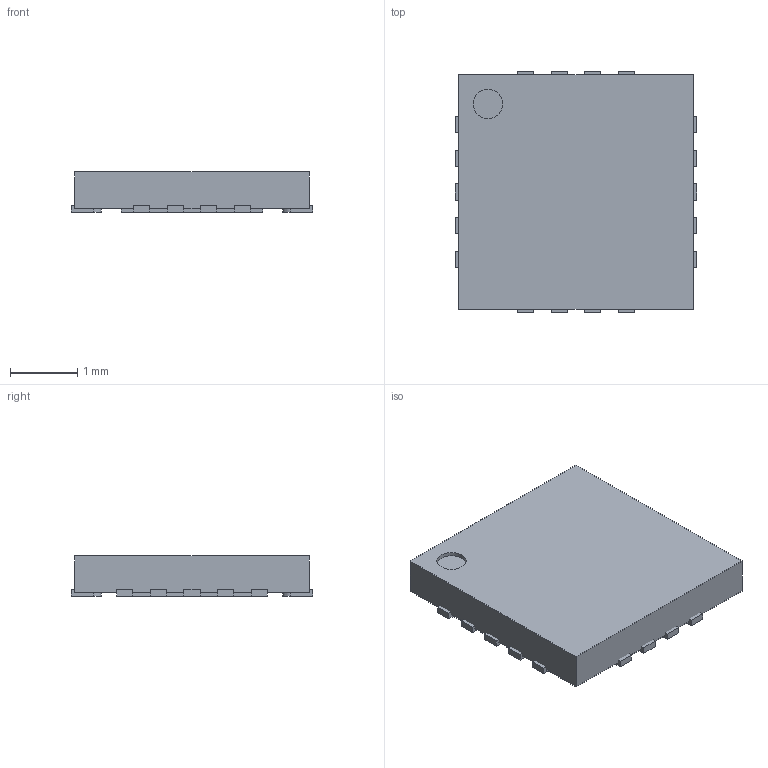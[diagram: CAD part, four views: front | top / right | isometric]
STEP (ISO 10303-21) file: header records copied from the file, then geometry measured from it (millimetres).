
FILE_DESCRIPTION(('FreeCAD Model'),'2;1');
FILE_NAME('15003059.2.1.stp','2022-12-29T05:23:46',( 'Author'),(''),'Open CASCADE STEP processor 6.9','FreeCAD','Unknown' );
FILE_SCHEMA(('AUTOMOTIVE_DESIGN { 1 0 10303 214 1 1 1 1 }'));
Length unit declared in the file: millimetre
Products named in the file (5): ASSEMBLY; Body; ThermalPin; PinsArrayLR; PinsArrayTB
Assembly tree (4 placements, depth 2):
  ASSEMBLY
    Body
    ThermalPin
    PinsArrayLR
    PinsArrayTB
Bounding box: 3.6 x 3.6 x 0.6 mm (x, y, z)
Volume: 7.4 mm3; surface area: 48 mm2
Topology: 20 solids, 20 shells, 122 faces, 243 edges, 162 vertices
Faces by surface type: plane 103, cylinder 19
Full cylindrical faces by diameter (mm): 0.438 x1
Entity records: 6568 total; most frequent: CARTESIAN_POINT 1126, DIRECTION 1003, LINE 653, VECTOR 653, ORIENTED_EDGE 486, PCURVE 486, DEFINITIONAL_REPRESENTATION 486, EDGE_CURVE 243
